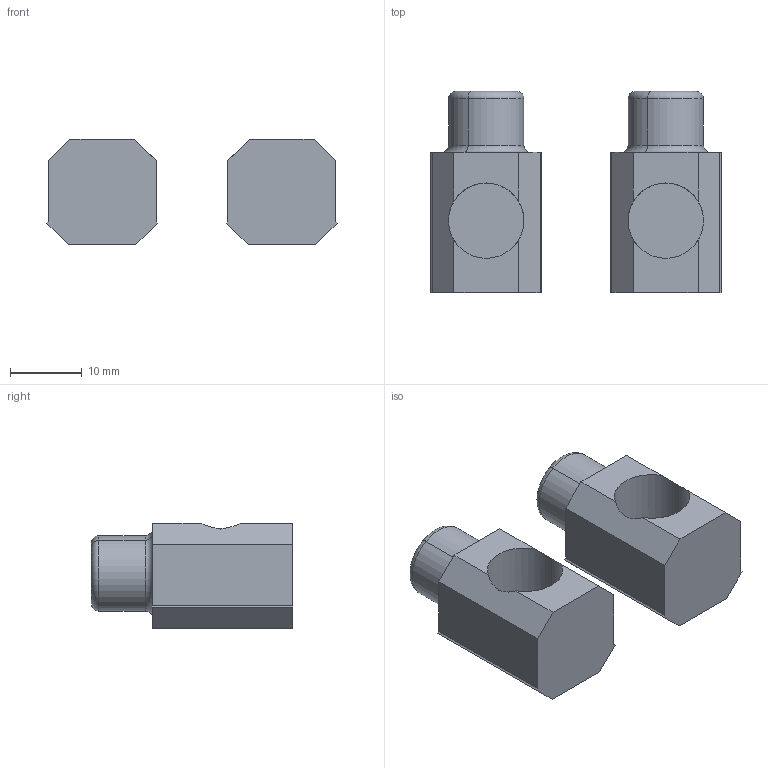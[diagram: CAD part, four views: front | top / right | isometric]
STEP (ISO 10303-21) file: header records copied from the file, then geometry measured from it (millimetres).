
FILE_DESCRIPTION(('CATIA V5 STEP Exchange'),'2;1');
FILE_NAME('1SDH001294R0020_1PA_001_00_A1_2p_FCCuAl_50mmq_sup.stp','2014-12-04T15:40:55+00:00',('none'),('none'),'CATIA Version 5 Release 20 SP 1 (IN-10)','CATIA V5 STEP AP214','none');
FILE_SCHEMA(('AUTOMOTIVE_DESIGN { 1 0 10303 214 1 1 1 1 }'));
Length unit declared in the file: millimetre
Products named in the file (1): 1SDH001294R0020_1PA_001_00_A1_2p_FCCuAl_50mmq_sup
Bounding box: 40.42 x 28 x 14.75 mm (x, y, z)
Volume: 7021.9 mm3; surface area: 4297.4 mm2
Topology: 2 solids, 2 shells, 46 faces, 112 edges, 72 vertices
Faces by surface type: plane 30, torus 8, cylinder 8
Entity records: 1323 total; most frequent: CARTESIAN_POINT 282, ORIENTED_EDGE 224, DIRECTION 170, EDGE_CURVE 112, VECTOR 72, LINE 72, VERTEX_POINT 72, AXIS2_PLACEMENT_3D 66
